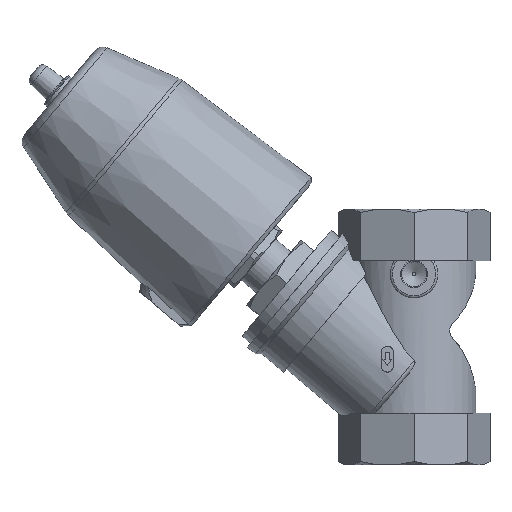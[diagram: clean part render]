
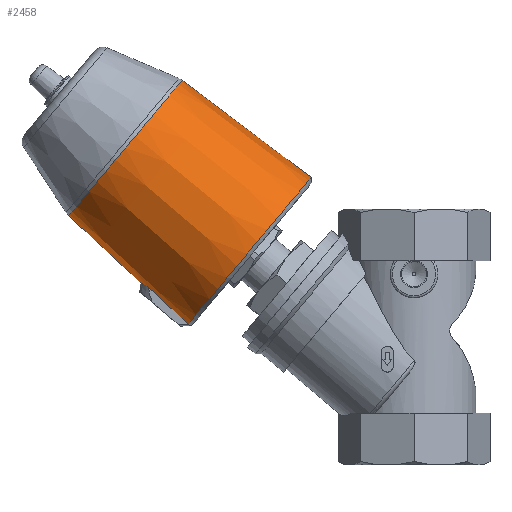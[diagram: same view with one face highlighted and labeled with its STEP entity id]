
A CAD part, left-side view. The second image highlights one B-rep face of the part: STEP entity #2458.
In plain terms, the highlighted conical face has half-angle 3 degrees and reference radius 42.811 mm.
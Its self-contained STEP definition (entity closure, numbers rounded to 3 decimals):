
#304=CONICAL_SURFACE('',#2735,42.811,0.052);
#487=B_SPLINE_CURVE_WITH_KNOTS('',3,(#4159,#4160,#4161,#4162,#4163,#4164,
#4165,#4166,#4167),.UNSPECIFIED.,.F.,.F.,(4,1,1,1,1,1,4),(0.,
0.003,0.006,0.011,0.017,
0.02,0.023),.UNSPECIFIED.);
#489=B_SPLINE_CURVE_WITH_KNOTS('',3,(#4179,#4180,#4181,#4182),
 .UNSPECIFIED.,.F.,.F.,(4,4),(0.001,0.028),
 .UNSPECIFIED.);
#490=B_SPLINE_CURVE_WITH_KNOTS('',3,(#4195,#4196,#4197,#4198),
 .UNSPECIFIED.,.F.,.F.,(4,4),(0.002,0.028),
 .UNSPECIFIED.);
#494=B_SPLINE_CURVE_WITH_KNOTS('',3,(#4250,#4251,#4252,#4253,#4254,#4255,
#4256,#4257,#4258,#4259,#4260,#4261,#4262,#4263,#4264,#4265,#4266,#4267,
#4268,#4269,#4270,#4271,#4272,#4273,#4274,#4275,#4276,#4277,#4278,#4279,
#4280,#4281,#4282,#4283,#4284,#4285,#4286,#4287,#4288,#4289,#4290,#4291,
#4292,#4293,#4294,#4295,#4296,#4297,#4298,#4299,#4300,#4301),
 .UNSPECIFIED.,.F.,.F.,(4,1,1,1,1,1,1,1,1,1,1,1,1,1,1,1,1,1,1,1,1,1,1,1,
1,1,1,1,1,1,1,1,1,1,1,1,1,1,1,1,1,1,1,1,1,1,1,1,1,4),(0.157,
0.166,0.17,0.174,0.183,
0.191,0.2,0.209,0.217,0.221,
0.226,0.23,0.234,0.239,
0.243,0.247,0.251,0.256,
0.26,0.264,0.269,0.277,
0.286,0.294,0.298,0.303,
0.307,0.311,0.32,0.328,
0.337,0.341,0.346,0.35,
0.354,0.358,0.363,0.367,0.371,
0.376,0.38,0.384,0.388,
0.393,0.397,0.401,0.406,
0.414,0.423,0.431),.UNSPECIFIED.);
#784=ORIENTED_EDGE('',*,*,#1401,.T.);
#785=ORIENTED_EDGE('',*,*,#1405,.T.);
#786=ORIENTED_EDGE('',*,*,#1433,.T.);
#787=ORIENTED_EDGE('',*,*,#1412,.F.);
#788=ORIENTED_EDGE('',*,*,#1445,.T.);
#1401=EDGE_CURVE('',#1732,#1734,#487,.T.);
#1405=EDGE_CURVE('',#1734,#1738,#489,.T.);
#1412=EDGE_CURVE('',#1732,#1744,#490,.T.);
#1433=EDGE_CURVE('',#1738,#1744,#494,.T.);
#1445=EDGE_CURVE('',#1765,#1765,#1939,.T.);
#1732=VERTEX_POINT('',#4150);
#1734=VERTEX_POINT('',#4158);
#1738=VERTEX_POINT('',#4178);
#1744=VERTEX_POINT('',#4199);
#1765=VERTEX_POINT('',#4339);
#1939=CIRCLE('',#2734,42.811);
#2041=EDGE_LOOP('',(#784,#785,#786,#787));
#2042=EDGE_LOOP('',(#788));
#2245=FACE_BOUND('',#2041,.T.);
#2246=FACE_BOUND('',#2042,.T.);
#2458=ADVANCED_FACE('',(#2245,#2246),#304,.T.);
#2734=AXIS2_PLACEMENT_3D('',#4338,#3216,#3217);
#2735=AXIS2_PLACEMENT_3D('',#4340,#3218,#3219);
#3216=DIRECTION('',(0.643,-0.766,0.));
#3217=DIRECTION('',(0.766,0.643,0.));
#3218=DIRECTION('',(0.643,-0.766,0.));
#3219=DIRECTION('',(0.766,0.643,0.));
#4150=CARTESIAN_POINT('',(-86.125,128.58,10.));
#4158=CARTESIAN_POINT('',(-86.125,128.58,-10.));
#4159=CARTESIAN_POINT('',(-86.125,128.58,10.));
#4160=CARTESIAN_POINT('',(-86.503,129.19,9.376));
#4161=CARTESIAN_POINT('',(-87.138,130.286,7.991));
#4162=CARTESIAN_POINT('',(-88.029,131.979,4.692));
#4163=CARTESIAN_POINT('',(-88.444,132.876,-0.006));
#4164=CARTESIAN_POINT('',(-88.026,131.973,-4.709));
#4165=CARTESIAN_POINT('',(-87.135,130.28,-7.997));
#4166=CARTESIAN_POINT('',(-86.503,129.19,-9.375));
#4167=CARTESIAN_POINT('',(-86.125,128.58,-10.));
#4178=CARTESIAN_POINT('',(-68.255,109.466,-10.));
#4179=CARTESIAN_POINT('',(-86.125,128.58,-10.));
#4180=CARTESIAN_POINT('',(-80.168,122.208,-10.));
#4181=CARTESIAN_POINT('',(-74.211,115.837,-10.));
#4182=CARTESIAN_POINT('',(-68.255,109.466,-10.));
#4195=CARTESIAN_POINT('',(-86.125,128.58,10.));
#4196=CARTESIAN_POINT('',(-80.168,122.208,10.));
#4197=CARTESIAN_POINT('',(-74.211,115.837,10.));
#4198=CARTESIAN_POINT('',(-68.255,109.466,10.));
#4199=CARTESIAN_POINT('',(-68.255,109.466,10.));
#4250=CARTESIAN_POINT('',(-68.255,109.466,-10.));
#4251=CARTESIAN_POINT('',(-68.725,109.071,-12.81));
#4252=CARTESIAN_POINT('',(-69.715,108.241,-16.886));
#4253=CARTESIAN_POINT('',(-71.587,106.67,-22.045));
#4254=CARTESIAN_POINT('',(-73.847,104.773,-27.022));
#4255=CARTESIAN_POINT('',(-77.231,101.934,-32.577));
#4256=CARTESIAN_POINT('',(-82.258,97.716,-38.287));
#4257=CARTESIAN_POINT('',(-87.885,92.994,-42.622));
#4258=CARTESIAN_POINT('',(-94.143,87.743,-45.607));
#4259=CARTESIAN_POINT('',(-99.505,83.244,-46.789));
#4260=CARTESIAN_POINT('',(-103.936,79.526,-46.966));
#4261=CARTESIAN_POINT('',(-107.208,76.78,-46.7));
#4262=CARTESIAN_POINT('',(-110.44,74.069,-46.052));
#4263=CARTESIAN_POINT('',(-113.635,71.388,-45.016));
#4264=CARTESIAN_POINT('',(-116.767,68.759,-43.589));
#4265=CARTESIAN_POINT('',(-119.743,66.262,-41.818));
#4266=CARTESIAN_POINT('',(-122.585,63.878,-39.705));
#4267=CARTESIAN_POINT('',(-125.301,61.598,-37.229));
#4268=CARTESIAN_POINT('',(-127.819,59.485,-34.45));
#4269=CARTESIAN_POINT('',(-130.113,57.56,-31.409));
#4270=CARTESIAN_POINT('',(-132.192,55.816,-28.104));
#4271=CARTESIAN_POINT('',(-134.676,53.732,-23.312));
#4272=CARTESIAN_POINT('',(-137.082,51.713,-16.937));
#4273=CARTESIAN_POINT('',(-138.892,50.194,-8.589));
#4274=CARTESIAN_POINT('',(-139.394,49.773,-1.427));
#4275=CARTESIAN_POINT('',(-139.189,49.945,4.327));
#4276=CARTESIAN_POINT('',(-138.739,50.323,8.564));
#4277=CARTESIAN_POINT('',(-137.992,50.95,12.754));
#4278=CARTESIAN_POINT('',(-136.594,52.123,18.232));
#4279=CARTESIAN_POINT('',(-134.191,54.139,24.598));
#4280=CARTESIAN_POINT('',(-130.204,57.485,31.574));
#4281=CARTESIAN_POINT('',(-126.215,60.832,36.393));
#4282=CARTESIAN_POINT('',(-122.583,63.879,39.707));
#4283=CARTESIAN_POINT('',(-119.73,66.273,41.827));
#4284=CARTESIAN_POINT('',(-116.754,68.77,43.595));
#4285=CARTESIAN_POINT('',(-113.652,71.373,45.01));
#4286=CARTESIAN_POINT('',(-110.429,74.078,46.056));
#4287=CARTESIAN_POINT('',(-107.193,76.792,46.702));
#4288=CARTESIAN_POINT('',(-103.93,79.531,46.965));
#4289=CARTESIAN_POINT('',(-100.626,82.303,46.836));
#4290=CARTESIAN_POINT('',(-97.345,85.056,46.31));
#4291=CARTESIAN_POINT('',(-94.15,87.737,45.404));
#4292=CARTESIAN_POINT('',(-91.027,90.358,44.126));
#4293=CARTESIAN_POINT('',(-87.962,92.929,42.453));
#4294=CARTESIAN_POINT('',(-85.06,95.365,40.441));
#4295=CARTESIAN_POINT('',(-82.324,97.661,38.105));
#4296=CARTESIAN_POINT('',(-79.749,99.821,35.445));
#4297=CARTESIAN_POINT('',(-76.545,102.509,31.451));
#4298=CARTESIAN_POINT('',(-73.162,105.348,25.897));
#4299=CARTESIAN_POINT('',(-70.03,107.976,18.217));
#4300=CARTESIAN_POINT('',(-68.722,109.074,12.794));
#4301=CARTESIAN_POINT('',(-68.255,109.466,10.));
#4338=CARTESIAN_POINT('',(-153.577,139.854,0.));
#4339=CARTESIAN_POINT('',(-120.782,167.373,0.));
#4340=CARTESIAN_POINT('',(-153.577,139.854,0.));
